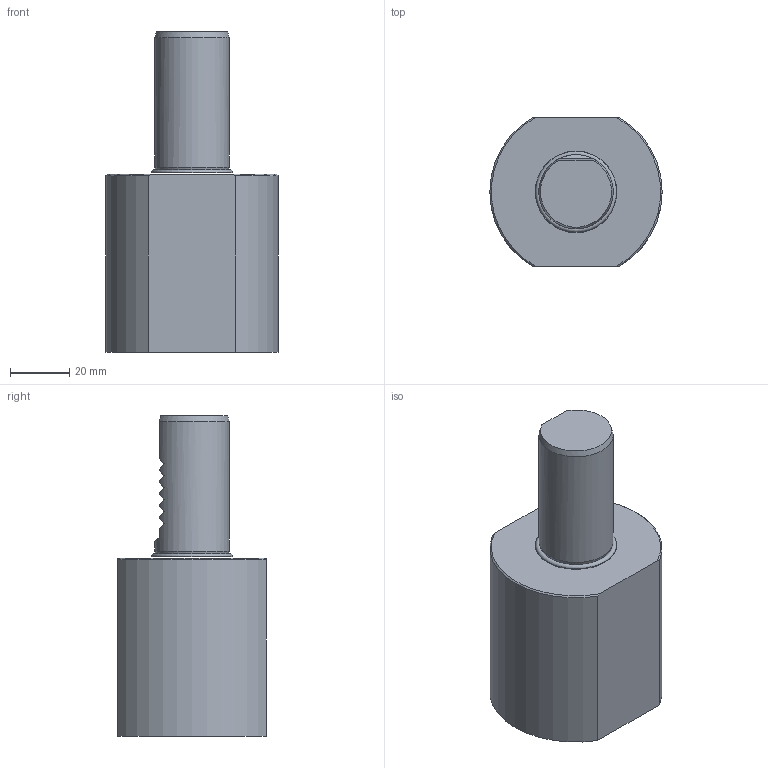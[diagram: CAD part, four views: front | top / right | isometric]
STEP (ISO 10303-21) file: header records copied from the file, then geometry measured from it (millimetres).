
FILE_DESCRIPTION (( 'STEP AP214' ), '1' );
FILE_NAME ('E2 25X25.STEP', '2025-07-15T08:33:40', ( '' ), ( '' ), 'SwSTEP 2.0', 'SolidWorks 2023', '' );
FILE_SCHEMA (( 'AUTOMOTIVE_DESIGN' ));
Length unit declared in the file: millimetre
Products named in the file (1): E2 25X25
Bounding box: 58 x 50 x 108 mm (x, y, z)
Volume: 146520.5 mm3; surface area: 24737.4 mm2
Topology: 2 solids, 2 shells, 258 faces, 687 edges, 457 vertices
Faces by surface type: plane 177, bspline 39, cylinder 37, cone 4, torus 1
Full cylindrical faces by diameter (mm): 1.275 x1, 1.575 x1, 4.775 x1, 25 x2, 27.467 x1
Entity records: 12499 total; most frequent: CARTESIAN_POINT 4113, ORIENTED_EDGE 1354, DIRECTION 1063, EDGE_CURVE 677, VECTOR 489, LINE 489, VERTEX_POINT 455, EDGE_LOOP 290
